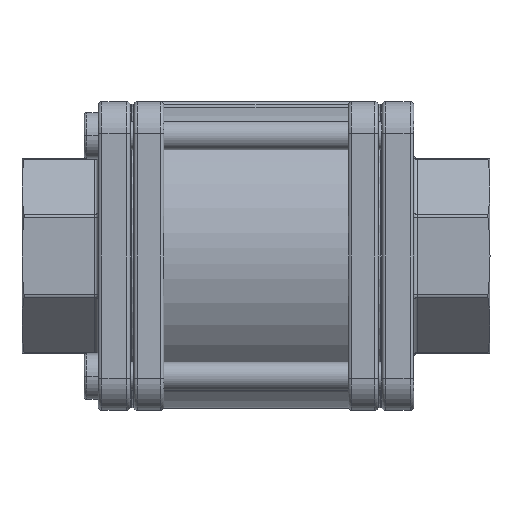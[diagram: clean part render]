
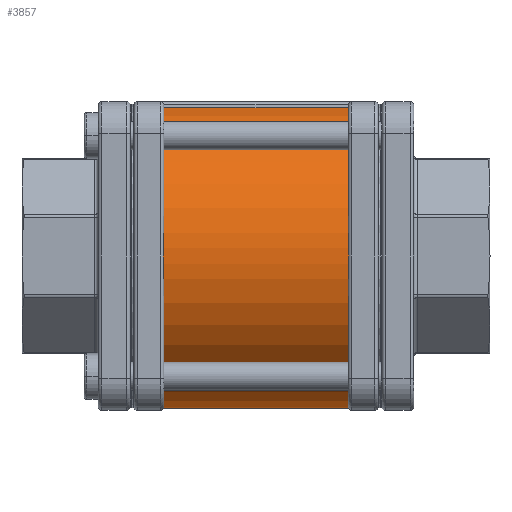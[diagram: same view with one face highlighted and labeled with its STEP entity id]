
A CAD part, front view. The second image highlights one B-rep face of the part: STEP entity #3857.
In plain terms, the highlighted cylindrical face has radius 43 mm (diameter 86 mm), a partial arc.
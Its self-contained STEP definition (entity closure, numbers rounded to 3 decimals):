
#48=DIRECTION('',(1.,0.,0.));
#49=VECTOR('',#48,52.);
#50=CARTESIAN_POINT('',(-26.,-9.787,41.871));
#51=LINE('',#50,#49);
#52=CARTESIAN_POINT('',(26.,0.,0.));
#53=DIRECTION('',(1.,0.,0.));
#54=DIRECTION('',(0.,-0.228,0.974));
#55=AXIS2_PLACEMENT_3D('',#52,#53,#54);
#57=CARTESIAN_POINT('',(26.,0.,0.));
#58=DIRECTION('',(1.,0.,0.));
#59=DIRECTION('',(0.,-0.988,-0.152));
#60=AXIS2_PLACEMENT_3D('',#57,#58,#59);
#62=CARTESIAN_POINT('',(26.,-6.538,-42.5));
#63=CARTESIAN_POINT('',(26.,-5.187,-42.708));
#64=CARTESIAN_POINT('',(26.135,-2.403,-43.015));
#65=CARTESIAN_POINT('',(26.135,2.403,-43.015));
#66=CARTESIAN_POINT('',(26.,5.187,-42.708));
#67=CARTESIAN_POINT('',(26.,6.538,-42.5));
#69=CARTESIAN_POINT('',(26.,0.,0.));
#70=DIRECTION('',(1.,0.,0.));
#71=DIRECTION('',(0.,0.152,-0.988));
#72=AXIS2_PLACEMENT_3D('',#69,#70,#71);
#74=DIRECTION('',(1.,0.,0.));
#75=VECTOR('',#74,10.);
#76=CARTESIAN_POINT('',(16.,42.048,-9.));
#77=LINE('',#76,#75);
#78=CARTESIAN_POINT('',(16.,0.,0.));
#79=DIRECTION('',(1.,0.,0.));
#80=DIRECTION('',(0.,0.937,-0.349));
#81=AXIS2_PLACEMENT_3D('',#78,#79,#80);
#83=DIRECTION('',(1.,0.,0.));
#84=VECTOR('',#83,30.);
#85=CARTESIAN_POINT('',(-15.,39.912,-16.));
#86=LINE('',#85,#84);
#87=CARTESIAN_POINT('',(-16.,0.,0.));
#88=DIRECTION('',(1.,0.,0.));
#89=DIRECTION('',(0.,0.937,-0.349));
#90=AXIS2_PLACEMENT_3D('',#87,#88,#89);
#92=CARTESIAN_POINT('',(-17.,42.048,-9.));
#93=CARTESIAN_POINT('',(-16.913,42.048,-9.));
#94=CARTESIAN_POINT('',(-16.744,42.043,-9.022));
#95=CARTESIAN_POINT('',(-16.495,42.021,-9.123));
#96=CARTESIAN_POINT('',(-16.289,41.986,-9.282));
#97=CARTESIAN_POINT('',(-16.127,41.94,-9.488));
#98=CARTESIAN_POINT('',(-16.023,41.883,-9.738));
#99=CARTESIAN_POINT('',(-16.,41.842,-9.911));
#100=CARTESIAN_POINT('',(-16.,41.821,-10.));
#102=DIRECTION('',(1.,0.,0.));
#103=VECTOR('',#102,9.);
#104=CARTESIAN_POINT('',(-26.,42.048,-9.));
#105=LINE('',#104,#103);
#106=CARTESIAN_POINT('',(-26.,0.,0.));
#107=DIRECTION('',(1.,0.,0.));
#108=DIRECTION('',(0.,0.152,-0.988));
#109=AXIS2_PLACEMENT_3D('',#106,#107,#108);
#111=CARTESIAN_POINT('',(-26.,6.538,-42.5));
#112=CARTESIAN_POINT('',(-26.,5.187,-42.708));
#113=CARTESIAN_POINT('',(-26.135,2.403,-43.015));
#114=CARTESIAN_POINT('',(-26.135,-2.403,
-43.015));
#115=CARTESIAN_POINT('',(-26.,-5.187,-42.708));
#116=CARTESIAN_POINT('',(-26.,-6.538,-42.5));
#118=CARTESIAN_POINT('',(-26.,0.,0.));
#119=DIRECTION('',(1.,0.,0.));
#120=DIRECTION('',(0.,-0.988,-0.152));
#121=AXIS2_PLACEMENT_3D('',#118,#119,#120);
#123=CARTESIAN_POINT('',(-26.,0.,0.));
#124=DIRECTION('',(1.,0.,0.));
#125=DIRECTION('',(0.,-0.228,0.974));
#126=AXIS2_PLACEMENT_3D('',#123,#124,#125);
#855=CARTESIAN_POINT('',(-16.,40.299,-15.));
#856=CARTESIAN_POINT('',(-16.,40.266,-15.09));
#857=CARTESIAN_POINT('',(-15.976,40.199,-15.267));
#858=CARTESIAN_POINT('',(-15.869,40.103,-15.518));
#859=CARTESIAN_POINT('',(-15.707,40.023,-15.723));
#860=CARTESIAN_POINT('',(-15.498,39.96,-15.88));
#861=CARTESIAN_POINT('',(-15.251,39.921,-15.98));
#862=CARTESIAN_POINT('',(-15.083,39.912,-16.));
#863=CARTESIAN_POINT('',(-15.,39.912,-16.));
#949=CARTESIAN_POINT('',(15.,39.912,-16.));
#950=CARTESIAN_POINT('',(15.083,39.912,-16.));
#951=CARTESIAN_POINT('',(15.251,39.921,-15.98));
#952=CARTESIAN_POINT('',(15.498,39.96,-15.88));
#953=CARTESIAN_POINT('',(15.707,40.023,-15.723));
#954=CARTESIAN_POINT('',(15.869,40.103,-15.518));
#955=CARTESIAN_POINT('',(15.976,40.199,-15.267));
#956=CARTESIAN_POINT('',(16.,40.266,-15.09));
#957=CARTESIAN_POINT('',(16.,40.299,-15.));
#2205=CARTESIAN_POINT('',(-26.,-42.5,6.538));
#2206=CARTESIAN_POINT('',(-26.,-42.709,5.181));
#2207=CARTESIAN_POINT('',(-26.135,-43.015,
2.407));
#2208=CARTESIAN_POINT('',(-26.135,-43.015,
-2.406));
#2209=CARTESIAN_POINT('',(-26.,-42.709,-5.181));
#2210=CARTESIAN_POINT('',(-26.,-42.5,-6.538));
#2708=CARTESIAN_POINT('',(26.,-42.5,-6.538));
#2709=CARTESIAN_POINT('',(26.,-42.709,-5.181));
#2710=CARTESIAN_POINT('',(26.135,-43.015,
-2.407));
#2711=CARTESIAN_POINT('',(26.135,-43.015,2.406));
#2712=CARTESIAN_POINT('',(26.,-42.709,5.181));
#2713=CARTESIAN_POINT('',(26.,-42.5,6.538));
#3160=CARTESIAN_POINT('',(26.,6.538,-42.5));
#3161=VERTEX_POINT('',#3160);
#3170=CARTESIAN_POINT('',(26.,-42.5,6.538));
#3172=VERTEX_POINT('',#3170);
#3204=CARTESIAN_POINT('',(-26.,-42.5,-6.538));
#3206=VERTEX_POINT('',#3204);
#3214=CARTESIAN_POINT('',(-26.,6.538,-42.5));
#3216=VERTEX_POINT('',#3214);
#3257=CARTESIAN_POINT('',(-26.,42.048,-9.));
#3259=VERTEX_POINT('',#3257);
#3281=CARTESIAN_POINT('',(26.,42.048,-9.));
#3283=VERTEX_POINT('',#3281);
#3305=CARTESIAN_POINT('',(16.,42.048,-9.));
#3307=VERTEX_POINT('',#3305);
#3324=CARTESIAN_POINT('',(16.,40.299,-15.));
#3326=VERTEX_POINT('',#3324);
#3328=CARTESIAN_POINT('',(15.,39.912,-16.));
#3330=VERTEX_POINT('',#3328);
#3333=CARTESIAN_POINT('',(-15.,39.912,-16.));
#3335=VERTEX_POINT('',#3333);
#3337=CARTESIAN_POINT('',(-16.,40.299,-15.));
#3339=VERTEX_POINT('',#3337);
#3370=CARTESIAN_POINT('',(-17.,42.048,-9.));
#3371=VERTEX_POINT('',#3370);
#3372=CARTESIAN_POINT('',(-16.,41.821,-10.));
#3373=VERTEX_POINT('',#3372);
#3379=CARTESIAN_POINT('',(-26.,-9.787,41.871));
#3381=VERTEX_POINT('',#3379);
#3387=CARTESIAN_POINT('',(26.,-9.787,41.871));
#3389=VERTEX_POINT('',#3387);
#3750=CARTESIAN_POINT('',(26.,-6.538,-42.5));
#3751=VERTEX_POINT('',#3750);
#3752=CARTESIAN_POINT('',(26.,-42.5,-6.538));
#3753=VERTEX_POINT('',#3752);
#3754=CARTESIAN_POINT('',(-26.,-42.5,6.538));
#3755=VERTEX_POINT('',#3754);
#3756=CARTESIAN_POINT('',(-26.,-6.538,-42.5));
#3757=VERTEX_POINT('',#3756);
#3812=CARTESIAN_POINT('',(-26.,0.,0.));
#3813=DIRECTION('',(1.,0.,0.));
#3814=DIRECTION('',(0.,0.,1.));
#3815=AXIS2_PLACEMENT_3D('',#3812,#3813,#3814);
#3816=CYLINDRICAL_SURFACE('',#3815,43.);
#3818=ORIENTED_EDGE('',*,*,#3817,.T.);
#3820=ORIENTED_EDGE('',*,*,#3819,.T.);
#3822=ORIENTED_EDGE('',*,*,#3821,.F.);
#3824=ORIENTED_EDGE('',*,*,#3823,.T.);
#3826=ORIENTED_EDGE('',*,*,#3825,.T.);
#3828=ORIENTED_EDGE('',*,*,#3827,.T.);
#3830=ORIENTED_EDGE('',*,*,#3829,.F.);
#3832=ORIENTED_EDGE('',*,*,#3831,.F.);
#3834=ORIENTED_EDGE('',*,*,#3833,.F.);
#3836=ORIENTED_EDGE('',*,*,#3835,.F.);
#3838=ORIENTED_EDGE('',*,*,#3837,.F.);
#3840=ORIENTED_EDGE('',*,*,#3839,.T.);
#3842=ORIENTED_EDGE('',*,*,#3841,.F.);
#3844=ORIENTED_EDGE('',*,*,#3843,.F.);
#3846=ORIENTED_EDGE('',*,*,#3845,.F.);
#3848=ORIENTED_EDGE('',*,*,#3847,.T.);
#3850=ORIENTED_EDGE('',*,*,#3849,.F.);
#3852=ORIENTED_EDGE('',*,*,#3851,.F.);
#3854=ORIENTED_EDGE('',*,*,#3853,.F.);
#3855=EDGE_LOOP('',(#3818,#3820,#3822,#3824,#3826,#3828,#3830,#3832,#3834,#3836,
#3838,#3840,#3842,#3844,#3846,#3848,#3850,#3852,#3854));
#3856=FACE_OUTER_BOUND('',#3855,.F.);
#3857=ADVANCED_FACE('',(#3856),#3816,.T.);
#56=CIRCLE('',#55,43.);
#61=CIRCLE('',#60,43.);
#68=B_SPLINE_CURVE_WITH_KNOTS('',3,(#62,#63,#64,#65,#66,#67),.UNSPECIFIED.,.F.,
.F.,(4,1,1,4),(0.,0.333,0.667,1.),.UNSPECIFIED.);
#73=CIRCLE('',#72,43.);
#82=CIRCLE('',#81,43.);
#91=CIRCLE('',#90,43.);
#101=B_SPLINE_CURVE_WITH_KNOTS('',3,(#92,#93,#94,#95,#96,#97,#98,#99,#100),
.UNSPECIFIED.,.F.,.F.,(4,1,1,1,1,1,4),(0.,0.167,0.333,
0.5,0.667,0.833,1.),.UNSPECIFIED.);
#110=CIRCLE('',#109,43.);
#117=B_SPLINE_CURVE_WITH_KNOTS('',3,(#111,#112,#113,#114,#115,#116),
.UNSPECIFIED.,.F.,.F.,(4,1,1,4),(0.,0.333,0.667,1.),
.UNSPECIFIED.);
#122=CIRCLE('',#121,43.);
#127=CIRCLE('',#126,43.);
#864=B_SPLINE_CURVE_WITH_KNOTS('',3,(#855,#856,#857,#858,#859,#860,#861,#862,
#863),.UNSPECIFIED.,.F.,.F.,(4,1,1,1,1,1,4),(0.,0.167,
0.333,0.5,0.667,0.833,1.),
.UNSPECIFIED.);
#958=B_SPLINE_CURVE_WITH_KNOTS('',3,(#949,#950,#951,#952,#953,#954,#955,#956,
#957),.UNSPECIFIED.,.F.,.F.,(4,1,1,1,1,1,4),(0.,0.167,
0.333,0.5,0.667,0.833,1.),
.UNSPECIFIED.);
#2211=B_SPLINE_CURVE_WITH_KNOTS('',3,(#2205,#2206,#2207,#2208,#2209,#2210),
.UNSPECIFIED.,.F.,.F.,(4,1,1,4),(0.,0.333,0.667,1.),
.UNSPECIFIED.);
#2714=B_SPLINE_CURVE_WITH_KNOTS('',3,(#2708,#2709,#2710,#2711,#2712,#2713),
.UNSPECIFIED.,.F.,.F.,(4,1,1,4),(0.,0.333,0.667,1.),
.UNSPECIFIED.);
#3817=EDGE_CURVE('',#3381,#3389,#51,.T.);
#3819=EDGE_CURVE('',#3389,#3172,#56,.T.);
#3821=EDGE_CURVE('',#3753,#3172,#2714,.T.);
#3823=EDGE_CURVE('',#3753,#3751,#61,.T.);
#3825=EDGE_CURVE('',#3751,#3161,#68,.T.);
#3827=EDGE_CURVE('',#3161,#3283,#73,.T.);
#3829=EDGE_CURVE('',#3307,#3283,#77,.T.);
#3831=EDGE_CURVE('',#3326,#3307,#82,.T.);
#3833=EDGE_CURVE('',#3330,#3326,#958,.T.);
#3835=EDGE_CURVE('',#3335,#3330,#86,.T.);
#3837=EDGE_CURVE('',#3339,#3335,#864,.T.);
#3839=EDGE_CURVE('',#3339,#3373,#91,.T.);
#3841=EDGE_CURVE('',#3371,#3373,#101,.T.);
#3843=EDGE_CURVE('',#3259,#3371,#105,.T.);
#3845=EDGE_CURVE('',#3216,#3259,#110,.T.);
#3847=EDGE_CURVE('',#3216,#3757,#117,.T.);
#3849=EDGE_CURVE('',#3206,#3757,#122,.T.);
#3851=EDGE_CURVE('',#3755,#3206,#2211,.T.);
#3853=EDGE_CURVE('',#3381,#3755,#127,.T.);
